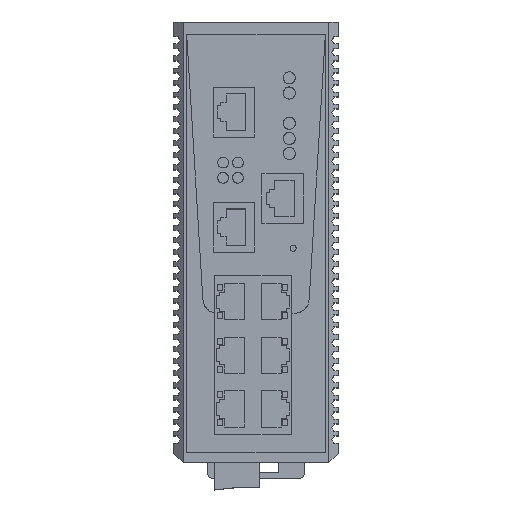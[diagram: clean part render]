
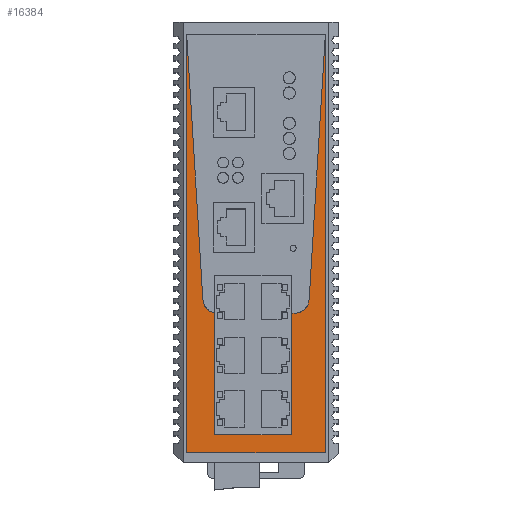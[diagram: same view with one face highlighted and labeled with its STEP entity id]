
A CAD part, top view. The second image highlights one B-rep face of the part: STEP entity #16384.
In plain terms, the highlighted planar face has unit normal (0, 0, 1).
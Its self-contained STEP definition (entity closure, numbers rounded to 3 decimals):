
#16315=AXIS2_PLACEMENT_3D('Plane Axis2P3D',#16312,#16313,#16314) ;
#16319=AXIS2_PLACEMENT_3D('Circle Axis2P3D',#16317,#16318,$) ;
#16340=AXIS2_PLACEMENT_3D('Circle Axis2P3D',#16338,#16339,$) ;
#10741=CARTESIAN_POINT('Vertex',(50.,12.15,117.55)) ;
#10744=CARTESIAN_POINT('Line Origine',(27.1,12.15,117.55)) ;
#10748=CARTESIAN_POINT('Vertex',(4.2,12.15,117.55)) ;
#10769=CARTESIAN_POINT('Line Origine',(4.2,81.2,117.55)) ;
#10773=CARTESIAN_POINT('Vertex',(4.2,150.25,117.55)) ;
#10812=CARTESIAN_POINT('Vertex',(50.,150.25,117.55)) ;
#10835=CARTESIAN_POINT('Line Origine',(50.,81.2,117.55)) ;
#16312=CARTESIAN_POINT('Axis2P3D Location',(27.1,81.75,117.55)) ;
#16317=CARTESIAN_POINT('Axis2P3D Location',(14.535,63.183,117.55)) ;
#16321=CARTESIAN_POINT('Vertex',(9.544,62.878,117.55)) ;
#16323=CARTESIAN_POINT('Vertex',(13.4,58.314,117.55)) ;
#16326=CARTESIAN_POINT('Line Origine',(6.872,106.564,117.55)) ;
#16331=CARTESIAN_POINT('Line Origine',(47.328,106.564,117.55)) ;
#16335=CARTESIAN_POINT('Vertex',(44.656,62.878,117.55)) ;
#16338=CARTESIAN_POINT('Axis2P3D Location',(39.665,63.183,117.55)) ;
#16342=CARTESIAN_POINT('Vertex',(39.665,58.183,117.55)) ;
#16345=CARTESIAN_POINT('Line Origine',(39.213,58.183,117.55)) ;
#16349=CARTESIAN_POINT('Vertex',(38.761,58.183,117.55)) ;
#16352=CARTESIAN_POINT('Line Origine',(38.761,38.126,117.55)) ;
#16356=CARTESIAN_POINT('Vertex',(38.761,18.068,117.55)) ;
#16359=CARTESIAN_POINT('Line Origine',(26.08,18.068,117.55)) ;
#16363=CARTESIAN_POINT('Vertex',(13.4,18.068,117.55)) ;
#16366=CARTESIAN_POINT('Line Origine',(13.4,38.191,117.55)) ;
#10745=DIRECTION('Vector Direction',(1.,0.,0.)) ;
#10770=DIRECTION('Vector Direction',(0.,-1.,0.)) ;
#10836=DIRECTION('Vector Direction',(0.,1.,0.)) ;
#16313=DIRECTION('Axis2P3D Direction',(0.,0.,1.)) ;
#16314=DIRECTION('Axis2P3D XDirection',(0.,1.,0.)) ;
#16318=DIRECTION('Axis2P3D Direction',(0.,0.,1.)) ;
#16327=DIRECTION('Vector Direction',(-0.061,0.998,0.)) ;
#16332=DIRECTION('Vector Direction',(0.061,0.998,0.)) ;
#16339=DIRECTION('Axis2P3D Direction',(0.,0.,1.)) ;
#16346=DIRECTION('Vector Direction',(1.,0.,0.)) ;
#16353=DIRECTION('Vector Direction',(0.,1.,0.)) ;
#16360=DIRECTION('Vector Direction',(1.,0.,0.)) ;
#16367=DIRECTION('Vector Direction',(0.,-1.,0.)) ;
#10746=VECTOR('Line Direction',#10745,1.) ;
#10771=VECTOR('Line Direction',#10770,1.) ;
#10837=VECTOR('Line Direction',#10836,1.) ;
#16328=VECTOR('Line Direction',#16327,1.) ;
#16333=VECTOR('Line Direction',#16332,1.) ;
#16347=VECTOR('Line Direction',#16346,1.) ;
#16354=VECTOR('Line Direction',#16353,1.) ;
#16361=VECTOR('Line Direction',#16360,1.) ;
#16368=VECTOR('Line Direction',#16367,1.) ;
#16372=ORIENTED_EDGE('',*,*,#16325,.F.) ;
#16373=ORIENTED_EDGE('',*,*,#16330,.F.) ;
#16374=ORIENTED_EDGE('',*,*,#10775,.T.) ;
#16375=ORIENTED_EDGE('',*,*,#10750,.T.) ;
#16376=ORIENTED_EDGE('',*,*,#10839,.T.) ;
#16377=ORIENTED_EDGE('',*,*,#16337,.F.) ;
#16378=ORIENTED_EDGE('',*,*,#16344,.F.) ;
#16379=ORIENTED_EDGE('',*,*,#16351,.F.) ;
#16380=ORIENTED_EDGE('',*,*,#16358,.F.) ;
#16381=ORIENTED_EDGE('',*,*,#16365,.F.) ;
#16382=ORIENTED_EDGE('',*,*,#16370,.F.) ;
#16384=ADVANCED_FACE('SWITCH',(#16383),#16316,.T.) ;
#16320=CIRCLE('generated circle',#16319,5.) ;
#16341=CIRCLE('generated circle',#16340,5.) ;
#10750=EDGE_CURVE('',#10749,#10742,#10747,.T.) ;
#10775=EDGE_CURVE('',#10774,#10749,#10772,.T.) ;
#10839=EDGE_CURVE('',#10742,#10813,#10838,.T.) ;
#16325=EDGE_CURVE('',#16322,#16324,#16320,.T.) ;
#16330=EDGE_CURVE('',#10774,#16322,#16329,.F.) ;
#16337=EDGE_CURVE('',#16336,#10813,#16334,.T.) ;
#16344=EDGE_CURVE('',#16343,#16336,#16341,.T.) ;
#16351=EDGE_CURVE('',#16350,#16343,#16348,.T.) ;
#16358=EDGE_CURVE('',#16357,#16350,#16355,.T.) ;
#16365=EDGE_CURVE('',#16364,#16357,#16362,.T.) ;
#16370=EDGE_CURVE('',#16324,#16364,#16369,.T.) ;
#16371=EDGE_LOOP('',(#16372,#16373,#16374,#16375,#16376,#16377,#16378,#16379,#16380,#16381,#16382)) ;
#16383=FACE_OUTER_BOUND('',#16371,.T.) ;
#10747=LINE('Line',#10744,#10746) ;
#10772=LINE('Line',#10769,#10771) ;
#10838=LINE('Line',#10835,#10837) ;
#16329=LINE('Line',#16326,#16328) ;
#16334=LINE('Line',#16331,#16333) ;
#16348=LINE('Line',#16345,#16347) ;
#16355=LINE('Line',#16352,#16354) ;
#16362=LINE('Line',#16359,#16361) ;
#16369=LINE('Line',#16366,#16368) ;
#16316=PLANE('',#16315) ;
#10742=VERTEX_POINT('',#10741) ;
#10749=VERTEX_POINT('',#10748) ;
#10774=VERTEX_POINT('',#10773) ;
#10813=VERTEX_POINT('',#10812) ;
#16322=VERTEX_POINT('',#16321) ;
#16324=VERTEX_POINT('',#16323) ;
#16336=VERTEX_POINT('',#16335) ;
#16343=VERTEX_POINT('',#16342) ;
#16350=VERTEX_POINT('',#16349) ;
#16357=VERTEX_POINT('',#16356) ;
#16364=VERTEX_POINT('',#16363) ;
